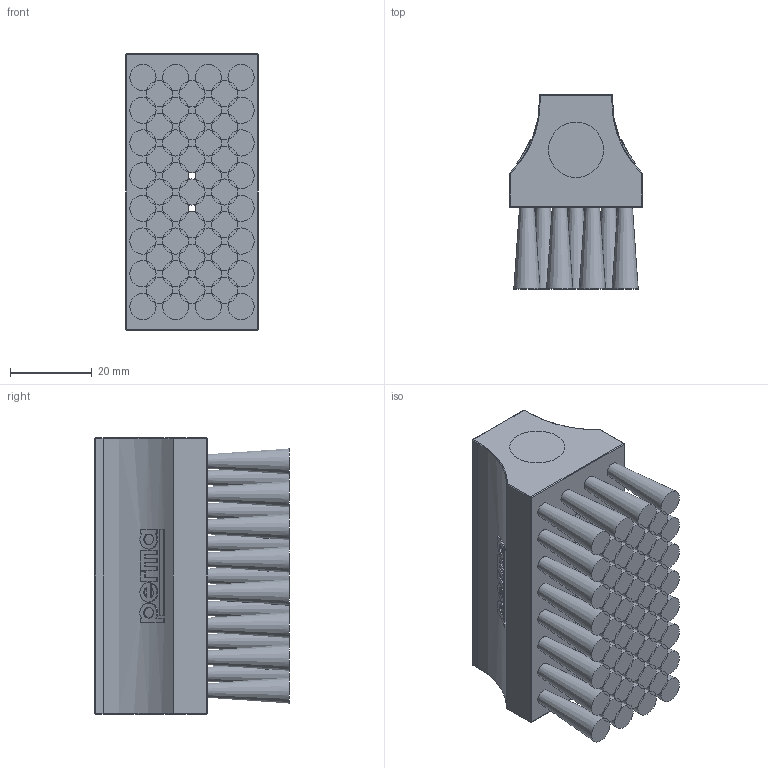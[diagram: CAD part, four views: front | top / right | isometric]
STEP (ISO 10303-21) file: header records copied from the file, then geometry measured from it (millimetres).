
FILE_DESCRIPTION((''),'2;1');
FILE_NAME('Buerste_60x30 G1_4_A26001411_A26001421_A26001431.stp','2010-04-16T09:50:17',('002164'),(''),'Autodesk Inventor 2010','Autodesk Inventor 2010','');
FILE_SCHEMA(('AUTOMOTIVE_DESIGN { 1 0 10303 214 1 1 1 1 }'));
Length unit declared in the file: millimetre
Products named in the file (4): anbue02c; Grundkörper_60x30_Standard_bearbeitet; Borste_20mm; verschlussstopfen
Assembly tree (55 placements, depth 2):
  anbue02c
    Grundkörper_60x30_Standard_bearbeitet
    Borste_20mm  x53
    verschlussstopfen
Bounding box: 32.5 x 47.5 x 67.5 mm (x, y, z)
Volume: 63648.8 mm3; surface area: 36685.7 mm2
Topology: 55 solids, 55 shells, 484 faces, 824 edges, 516 vertices
Faces by surface type: plane 241, cylinder 171, cone 54, sphere 8, bspline 6, torus 4
Full cylindrical faces by diameter (mm): 2 x6, 2.644 x4, 3.6 x106, 13.5 x1
Entity records: 8260 total; most frequent: CARTESIAN_POINT 2129, DIRECTION 1336, ORIENTED_EDGE 968, AXIS2_PLACEMENT_3D 567, EDGE_CURVE 484, EDGE_LOOP 434, VERTEX_POINT 358, FACE_OUTER_BOUND 276
